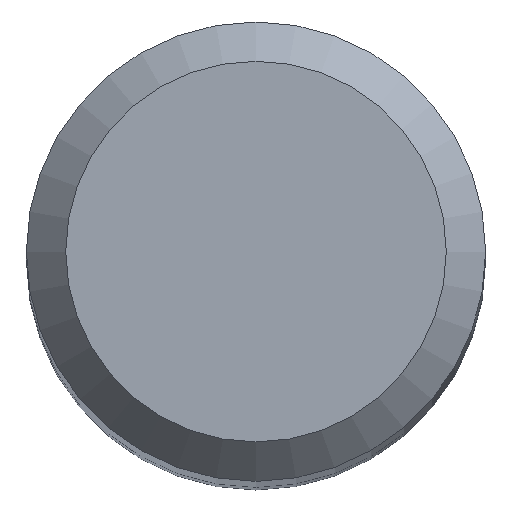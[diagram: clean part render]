
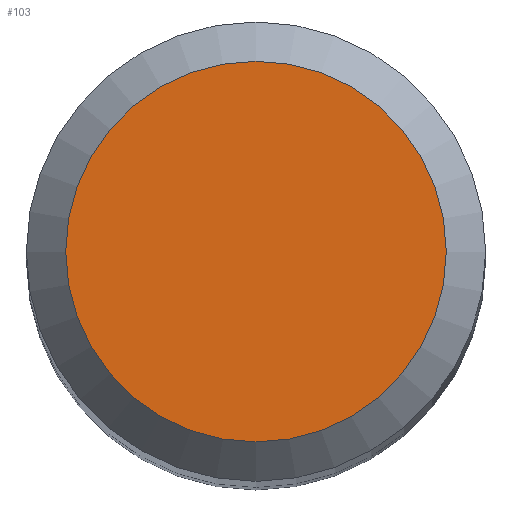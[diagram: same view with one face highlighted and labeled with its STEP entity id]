
A CAD part, top view. The second image highlights one B-rep face of the part: STEP entity #103.
In plain terms, the highlighted planar face has unit normal (0, 0, 1).
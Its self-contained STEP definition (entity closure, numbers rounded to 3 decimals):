
#10 = AXIS2_PLACEMENT_3D ( 'NONE', #68, #131, #155 ) ;
#13 = EDGE_CURVE ( 'NONE', #53, #53, #186, .T. ) ;
#40 = CARTESIAN_POINT ( 'NONE',  ( 0., 0., 38. ) ) ;
#53 = VERTEX_POINT ( 'NONE', #65 ) ;
#57 = ORIENTED_EDGE ( 'NONE', *, *, #13, .F. ) ;
#65 = CARTESIAN_POINT ( 'NONE',  ( 0., 1.45, 38. ) ) ;
#68 = CARTESIAN_POINT ( 'NONE',  ( 0., 0., 38. ) ) ;
#87 = EDGE_LOOP ( 'NONE', ( #57 ) ) ;
#103 = ADVANCED_FACE ( 'NONE', ( #177 ), #147, .F. ) ;
#115 = DIRECTION ( 'NONE',  ( 0., 1., 0. ) ) ;
#128 = DIRECTION ( 'NONE',  ( 0., 0., -1. ) ) ;
#131 = DIRECTION ( 'NONE',  ( 0., 0., -1. ) ) ;
#147 = PLANE ( 'NONE',  #187 ) ;
#155 = DIRECTION ( 'NONE',  ( 0., 1., 0. ) ) ;
#177 = FACE_OUTER_BOUND ( 'NONE', #87, .T. ) ;
#186 = CIRCLE ( 'NONE', #10, 1.45 ) ;
#187 = AXIS2_PLACEMENT_3D ( 'NONE', #40, #128, #115 ) ;
